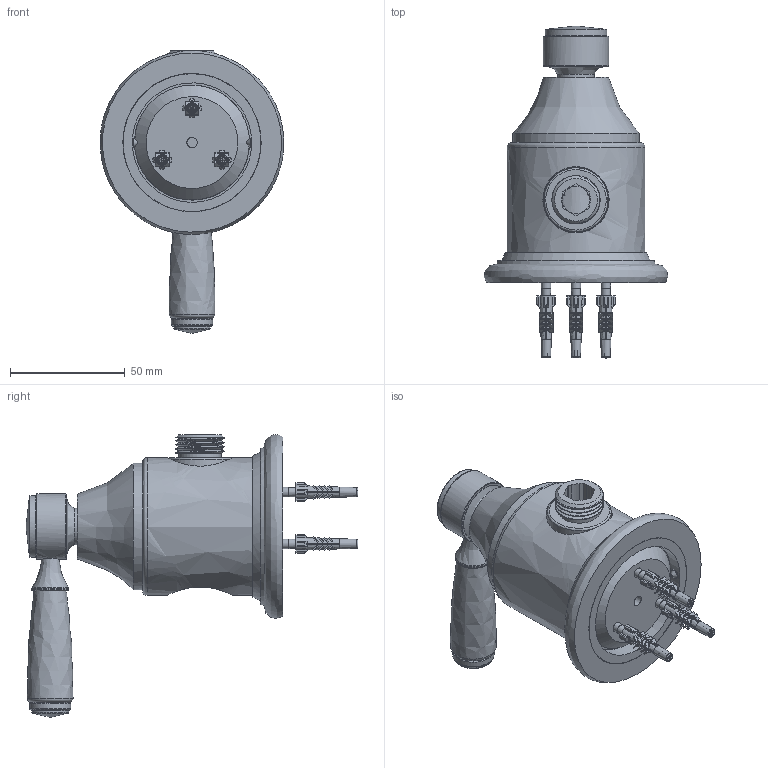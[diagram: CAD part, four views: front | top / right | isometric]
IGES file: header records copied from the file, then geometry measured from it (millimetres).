
Global section: file name: V222-TC; native system: Autodesk Inventor 2018; preprocessor: unknown; author: gwilkes; date: 20190708.153958; units: millimetre
Bounding box: 79.96 x 144.54 x 123.03 mm (x, y, z)
Volume: 222739.7 mm3; surface area: 95146.6 mm2
Topology: 35 solids, 35 shells, 1582 faces, 4577 edges, 3068 vertices
Faces by surface type: bspline 1582
